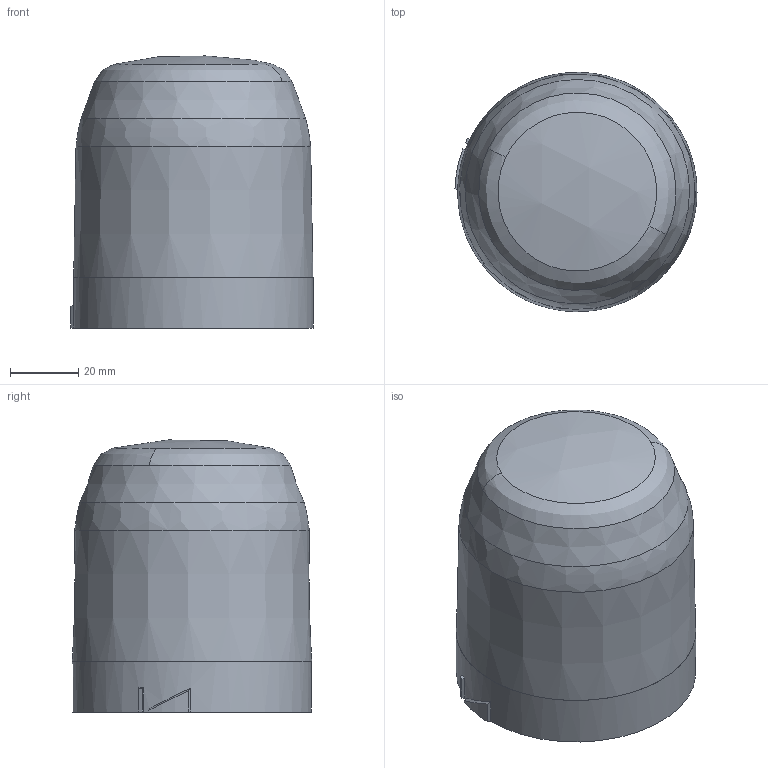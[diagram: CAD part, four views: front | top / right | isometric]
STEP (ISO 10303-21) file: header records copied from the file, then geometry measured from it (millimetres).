
FILE_DESCRIPTION(/* description */ (''),/* implementation_level */ '2;1');
FILE_NAME(/* name */ 'PC7DCB_PC7DFB_PC7DRB_PC7DMB_Magenta_AuerSignal.stp',/* time_stamp */ '2021-05-19T15:39:42+02:00',/* author */ (''),/* organization */ (''),/* preprocessor_version */ 'ST-DEVELOPER v16',/* originating_system */ 'SIEMENS PLM Software NX 10.0',/* authorisation */ '');
FILE_SCHEMA (('AUTOMOTIVE_DESIGN { 1 0 10303 214 3 1 1 1 }'));
Length unit declared in the file: millimetre
Products named in the file (1): P.Ge43C8EDE4cvhr
Bounding box: 70.79 x 69.98 x 79.6 mm (x, y, z)
Volume: 240347.1 mm3; surface area: 24881.7 mm2
Topology: 1 solids, 1 shells, 19 faces, 46 edges, 31 vertices
Faces by surface type: plane 8, cylinder 4, bspline 4, cone 2, sphere 1
Full cylindrical faces by diameter (mm): 62.8 x1, 70 x1
Entity records: 1111 total; most frequent: CARTESIAN_POINT 554, ORIENTED_EDGE 76, DIRECTION 74, EDGE_CURVE 38, AXIS2_PLACEMENT_3D 30, VERTEX_POINT 28, EDGE_LOOP 26, PRESENTATION_STYLE_ASSIGNMENT 20
